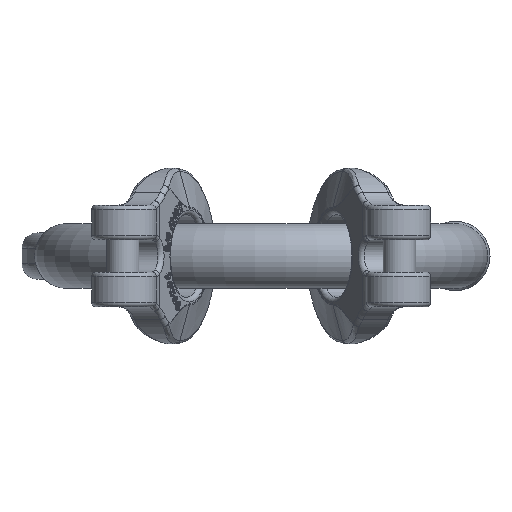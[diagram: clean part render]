
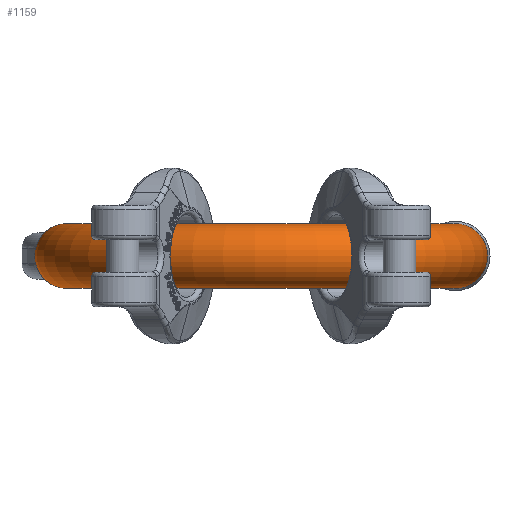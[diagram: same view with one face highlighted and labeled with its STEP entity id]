
A CAD part, front view. The second image highlights one B-rep face of the part: STEP entity #1159.
In plain terms, the highlighted toroidal (fillet/blend) face has major radius 42 mm and minor radius 7 mm.
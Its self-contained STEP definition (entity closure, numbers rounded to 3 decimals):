
#1101=TOROIDAL_SURFACE('',#10338,42.,7.);
#1159=ADVANCED_FACE('',(#1961,#1962),#1101,.T.);
#1766=CIRCLE('',#10330,7.);
#1767=CIRCLE('',#10332,7.);
#1961=FACE_BOUND('',#2047,.T.);
#1962=FACE_BOUND('',#2048,.T.);
#2047=EDGE_LOOP('',(#4037));
#2048=EDGE_LOOP('',(#4038));
#4037=ORIENTED_EDGE('',*,*,#7952,.T.);
#4038=ORIENTED_EDGE('',*,*,#7953,.F.);
#6984=VERTEX_POINT('',#12814);
#6985=VERTEX_POINT('',#12817);
#7952=EDGE_CURVE('',#6984,#6984,#1766,.T.);
#7953=EDGE_CURVE('',#6985,#6985,#1767,.T.);
#10330=AXIS2_PLACEMENT_3D('',#12813,#10851,#10852);
#10332=AXIS2_PLACEMENT_3D('',#12816,#10855,#10856);
#10338=AXIS2_PLACEMENT_3D('',#12826,#10867,#10868);
#10851=DIRECTION('',(0.,-1.,0.));
#10852=DIRECTION('',(0.,0.,1.));
#10855=DIRECTION('',(0.,1.,0.));
#10856=DIRECTION('',(0.,0.,1.));
#10867=DIRECTION('',(0.,0.,1.));
#10868=DIRECTION('',(1.,0.,0.));
#12813=CARTESIAN_POINT('',(-42.,-19.,0.));
#12814=CARTESIAN_POINT('',(-42.,-19.,7.));
#12816=CARTESIAN_POINT('',(42.,-19.,0.));
#12817=CARTESIAN_POINT('',(42.,-19.,7.));
#12826=CARTESIAN_POINT('',(0.,-19.,0.));
